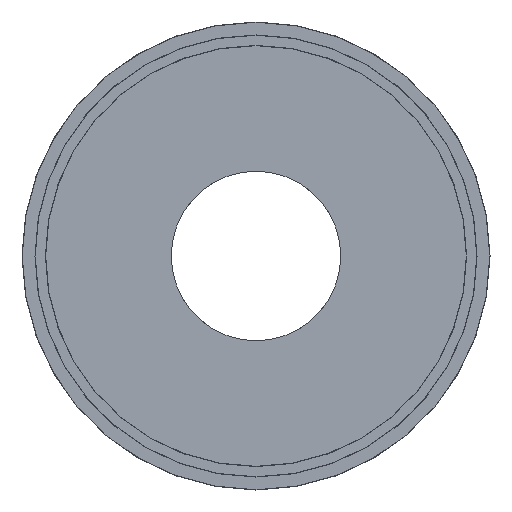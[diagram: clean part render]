
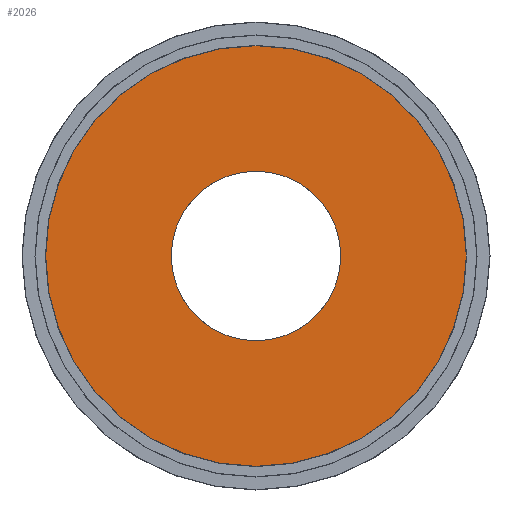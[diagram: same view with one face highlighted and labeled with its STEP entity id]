
A CAD part, left-side view. The second image highlights one B-rep face of the part: STEP entity #2026.
In plain terms, the highlighted face is planar.
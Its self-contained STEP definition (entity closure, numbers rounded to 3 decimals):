
#44 = AXIS2_PLACEMENT_3D ( 'NONE', #1305, #275, #1480 ) ;
#152 = CARTESIAN_POINT ( 'NONE',  ( 0., 0., 0. ) ) ;
#275 = DIRECTION ( 'NONE',  ( 0., -1., 0. ) ) ;
#283 = EDGE_CURVE ( 'NONE', #1035, #1043, #1548, .T. ) ;
#319 = DIRECTION ( 'NONE',  ( 0., -1., 0. ) ) ;
#332 = DIRECTION ( 'NONE',  ( 0., 0., -1. ) ) ;
#460 = CARTESIAN_POINT ( 'NONE',  ( 0., 0., 0. ) ) ;
#518 = ORIENTED_EDGE ( 'NONE', *, *, #1836, .F. ) ;
#610 = EDGE_LOOP ( 'NONE', ( #518, #1147 ) ) ;
#630 = DIRECTION ( 'NONE',  ( 0., 0., -1. ) ) ;
#672 = CARTESIAN_POINT ( 'NONE',  ( 0., 0., -310.1 ) ) ;
#688 = CIRCLE ( 'NONE', #44, 310.1 ) ;
#723 = VERTEX_POINT ( 'NONE', #1096 ) ;
#744 = AXIS2_PLACEMENT_3D ( 'NONE', #460, #1671, #630 ) ;
#786 = AXIS2_PLACEMENT_3D ( 'NONE', #152, #1368, #332 ) ;
#806 = DIRECTION ( 'NONE',  ( 0., 0., -1. ) ) ;
#927 = AXIS2_PLACEMENT_3D ( 'NONE', #1350, #319, #1522 ) ;
#958 = ORIENTED_EDGE ( 'NONE', *, *, #1763, .T. ) ;
#999 = CARTESIAN_POINT ( 'NONE',  ( 0., 0., -125. ) ) ;
#1025 = EDGE_CURVE ( 'NONE', #723, #2080, #1583, .T. ) ;
#1035 = VERTEX_POINT ( 'NONE', #2248 ) ;
#1043 = VERTEX_POINT ( 'NONE', #672 ) ;
#1046 = CIRCLE ( 'NONE', #744, 125. ) ;
#1096 = CARTESIAN_POINT ( 'NONE',  ( 0., 0., 125. ) ) ;
#1147 = ORIENTED_EDGE ( 'NONE', *, *, #1025, .F. ) ;
#1288 = AXIS2_PLACEMENT_3D ( 'NONE', #1666, #1317, #806 ) ;
#1305 = CARTESIAN_POINT ( 'NONE',  ( 0., 0., 0. ) ) ;
#1317 = DIRECTION ( 'NONE',  ( 0., -1., 0. ) ) ;
#1350 = CARTESIAN_POINT ( 'NONE',  ( 0., 0., 0. ) ) ;
#1368 = DIRECTION ( 'NONE',  ( 0., -1., 0. ) ) ;
#1416 = FACE_BOUND ( 'NONE', #610, .T. ) ;
#1477 = FACE_OUTER_BOUND ( 'NONE', #1758, .T. ) ;
#1480 = DIRECTION ( 'NONE',  ( 0., 0., -1. ) ) ;
#1488 = PLANE ( 'NONE',  #1288 ) ;
#1522 = DIRECTION ( 'NONE',  ( 0., 0., -1. ) ) ;
#1548 = CIRCLE ( 'NONE', #927, 310.1 ) ;
#1583 = CIRCLE ( 'NONE', #786, 125. ) ;
#1666 = CARTESIAN_POINT ( 'NONE',  ( 0., 0., 0. ) ) ;
#1671 = DIRECTION ( 'NONE',  ( 0., -1., 0. ) ) ;
#1693 = ORIENTED_EDGE ( 'NONE', *, *, #283, .T. ) ;
#1758 = EDGE_LOOP ( 'NONE', ( #1693, #958 ) ) ;
#1763 = EDGE_CURVE ( 'NONE', #1043, #1035, #688, .T. ) ;
#1836 = EDGE_CURVE ( 'NONE', #2080, #723, #1046, .T. ) ;
#2026 = ADVANCED_FACE ( 'NONE', ( #1416, #1477 ), #1488, .T. ) ;
#2080 = VERTEX_POINT ( 'NONE', #999 ) ;
#2248 = CARTESIAN_POINT ( 'NONE',  ( 0., 0., 310.1 ) ) ;
